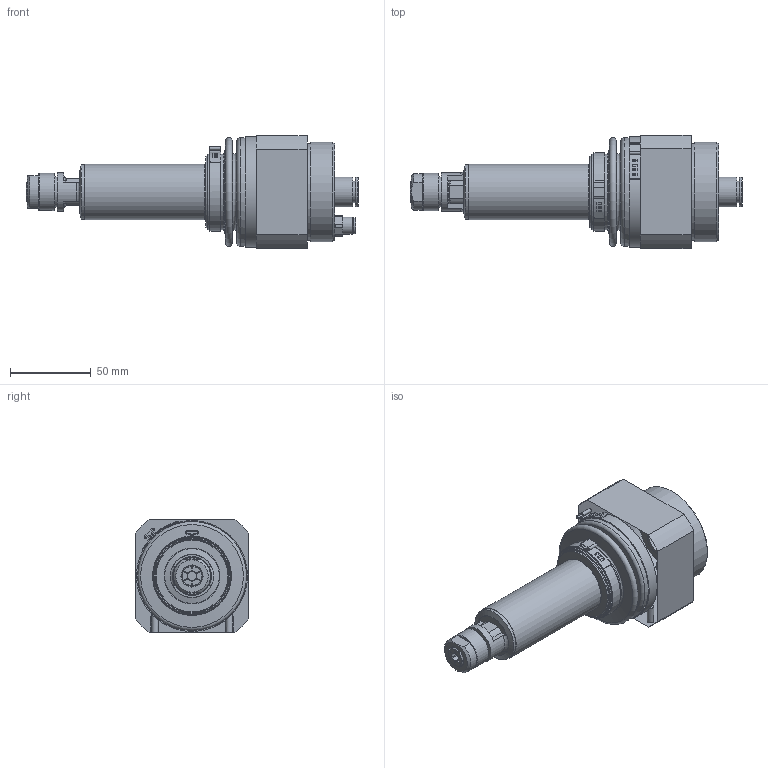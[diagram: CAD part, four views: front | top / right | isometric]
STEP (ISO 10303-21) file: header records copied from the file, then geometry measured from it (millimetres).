
FILE_DESCRIPTION(/* description */ (''),/* implementation_level */ '2;1');
FILE_NAME(/* name */ 'ESR 280_60019995.stp',/* time_stamp */ '2015-08-26T15:31:28+02:00',/* author */ ('ibasyouni'),/* organization */ (''),/* preprocessor_version */ 'ST-DEVELOPER v15.2',/* originating_system */ 'Autodesk Inventor 2014',/* authorisation */ '');
FILE_SCHEMA (('CONFIG_CONTROL_DESIGN'));
Length unit declared in the file: millimetre
Products named in the file (1): ESR 280_60019995
Bounding box: 205.92 x 70 x 70 mm (x, y, z)
Volume: 362006.9 mm3; surface area: 57141 mm2
Topology: 1 solids, 4 shells, 458 faces, 1267 edges, 805 vertices
Faces by surface type: plane 188, cylinder 148, cone 109, torus 13
Full cylindrical faces by diameter (mm): 4 x1, 4.134 x4, 4.99 x2, 5 x2, 6 x2, 7.2 x1, 8.565 x1, 8.566 x2, 9.9 x1, 10.6 x1, 11 x1, 12 x2, 12.2 x1, 13.2 x1, 17.917 x1, 18 x1, 18.5 x2, 19 x3, 23 x1, 24 x1, 29 x1, 34 x2, 34.5 x1, 45 x1, 45.848 x2, 47 x2, 60 x1, 62 x1, 67.5 x1
Entity records: 14741 total; most frequent: CARTESIAN_POINT 3240, DIRECTION 2314, ORIENTED_EDGE 2298, EDGE_CURVE 1149, AXIS2_PLACEMENT_3D 950, VERTEX_POINT 766, EDGE_LOOP 585, CIRCLE 491
